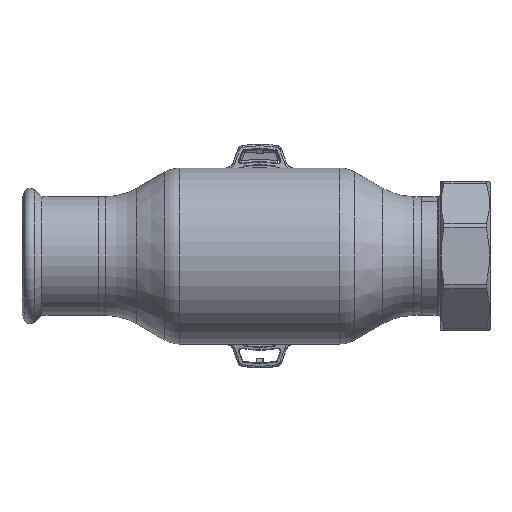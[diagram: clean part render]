
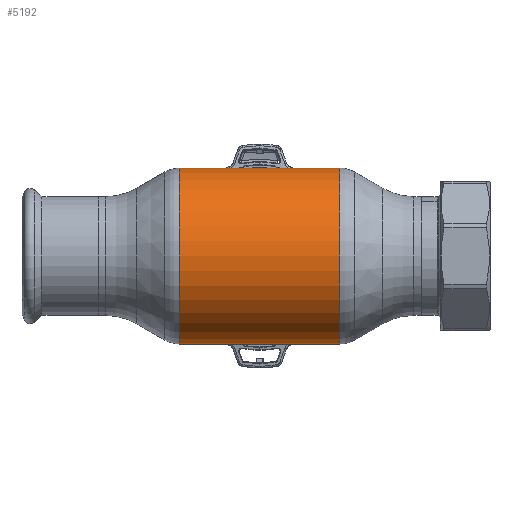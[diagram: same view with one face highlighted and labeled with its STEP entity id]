
A CAD part, front view. The second image highlights one B-rep face of the part: STEP entity #5192.
In plain terms, the highlighted cylindrical face has radius 42.5 mm (diameter 85 mm), a partial arc.
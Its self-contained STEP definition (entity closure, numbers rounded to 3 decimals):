
#75 = CIRCLE ( 'NONE', #30761, 42.5 ) ;
#1539 = DIRECTION ( 'NONE',  ( 1., 0., 0. ) ) ;
#1731 = DIRECTION ( 'NONE',  ( 1., 0., 0. ) ) ;
#3592 = EDGE_CURVE ( 'NONE', #21647, #25057, #13220, .T. ) ;
#4424 = CARTESIAN_POINT ( 'NONE',  ( -38.749, 0., -42.5 ) ) ;
#5192 = ADVANCED_FACE ( 'NONE', ( #16483 ), #22037, .T. ) ;
#7730 = CARTESIAN_POINT ( 'NONE',  ( 38.749, 0., -42.5 ) ) ;
#9714 = DIRECTION ( 'NONE',  ( 0., 0., -1. ) ) ;
#9803 = AXIS2_PLACEMENT_3D ( 'NONE', #17699, #14678, #34128 ) ;
#11440 = DIRECTION ( 'NONE',  ( 1., 0., 0. ) ) ;
#13220 = CIRCLE ( 'NONE', #22356, 42.5 ) ;
#13444 = CARTESIAN_POINT ( 'NONE',  ( -38.749, 0., 42.5 ) ) ;
#13543 = VERTEX_POINT ( 'NONE', #34955 ) ;
#13820 = VERTEX_POINT ( 'NONE', #7730 ) ;
#14678 = DIRECTION ( 'NONE',  ( 1., 0., 0. ) ) ;
#16483 = FACE_OUTER_BOUND ( 'NONE', #32417, .T. ) ;
#17121 = EDGE_CURVE ( 'NONE', #21647, #13543, #17918, .T. ) ;
#17699 = CARTESIAN_POINT ( 'NONE',  ( 62.69, 0., 0. ) ) ;
#17760 = ORIENTED_EDGE ( 'NONE', *, *, #30835, .T. ) ;
#17918 = LINE ( 'NONE', #20629, #30749 ) ;
#19678 = CARTESIAN_POINT ( 'NONE',  ( 62.69, 0., -42.5 ) ) ;
#20629 = CARTESIAN_POINT ( 'NONE',  ( 62.69, 0., 42.5 ) ) ;
#21647 = VERTEX_POINT ( 'NONE', #13444 ) ;
#22037 = CYLINDRICAL_SURFACE ( 'NONE', #9803, 42.5 ) ;
#22356 = AXIS2_PLACEMENT_3D ( 'NONE', #25933, #1539, #9714 ) ;
#25057 = VERTEX_POINT ( 'NONE', #4424 ) ;
#25337 = LINE ( 'NONE', #19678, #33282 ) ;
#25933 = CARTESIAN_POINT ( 'NONE',  ( -38.749, 0., 0. ) ) ;
#26161 = ORIENTED_EDGE ( 'NONE', *, *, #17121, .F. ) ;
#26489 = ORIENTED_EDGE ( 'NONE', *, *, #3592, .T. ) ;
#26620 = EDGE_CURVE ( 'NONE', #13543, #13820, #75, .T. ) ;
#30749 = VECTOR ( 'NONE', #1731, 1000. ) ;
#30761 = AXIS2_PLACEMENT_3D ( 'NONE', #33926, #34455, #34288 ) ;
#30835 = EDGE_CURVE ( 'NONE', #25057, #13820, #25337, .T. ) ;
#31420 = ORIENTED_EDGE ( 'NONE', *, *, #26620, .F. ) ;
#32417 = EDGE_LOOP ( 'NONE', ( #26161, #26489, #17760, #31420 ) ) ;
#33282 = VECTOR ( 'NONE', #11440, 1000. ) ;
#33926 = CARTESIAN_POINT ( 'NONE',  ( 38.749, 0., 0. ) ) ;
#34128 = DIRECTION ( 'NONE',  ( 0., 0., -1. ) ) ;
#34288 = DIRECTION ( 'NONE',  ( 0., 0., -1. ) ) ;
#34455 = DIRECTION ( 'NONE',  ( 1., 0., 0. ) ) ;
#34955 = CARTESIAN_POINT ( 'NONE',  ( 38.749, 0., 42.5 ) ) ;
